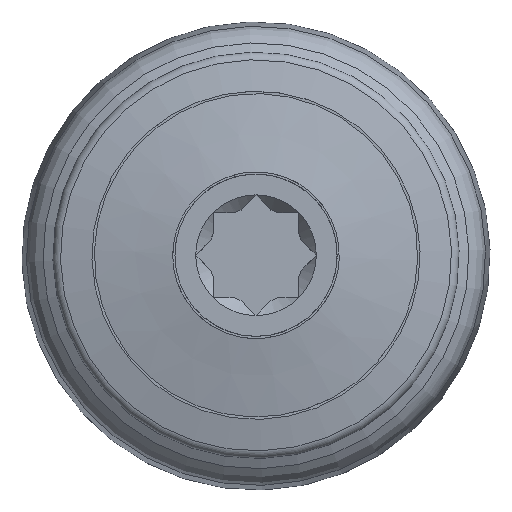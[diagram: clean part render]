
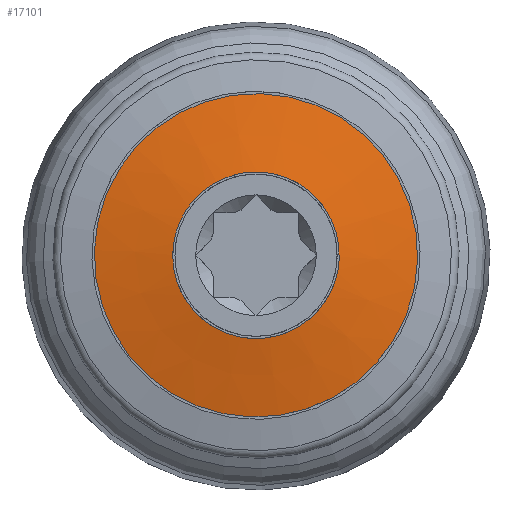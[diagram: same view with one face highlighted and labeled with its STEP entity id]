
A CAD part, top view. The second image highlights one B-rep face of the part: STEP entity #17101.
In plain terms, the highlighted conical face has half-angle 79 degrees and reference radius 24.75 mm.
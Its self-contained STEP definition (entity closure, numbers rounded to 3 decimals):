
#41=CONICAL_SURFACE('',#18848,24.75,1.379);
#1704=CIRCLE('',#18843,16.8);
#1705=CIRCLE('',#18844,16.8);
#1707=CIRCLE('',#18847,33.5);
#2651=FACE_OUTER_BOUND('',#3656,.T.);
#3656=EDGE_LOOP('',(#15692,#15693,#15694,#15695,#15696));
#5341=LINE('',#29084,#7026);
#7026=VECTOR('',#23849,24.75);
#8568=VERTEX_POINT('',#29072);
#8569=VERTEX_POINT('',#29074);
#8571=VERTEX_POINT('',#29080);
#10987=EDGE_CURVE('',#8568,#8569,#1704,.T.);
#10988=EDGE_CURVE('',#8569,#8568,#1705,.T.);
#10991=EDGE_CURVE('',#8571,#8571,#1707,.T.);
#10992=EDGE_CURVE('',#8571,#8569,#5341,.T.);
#15692=ORIENTED_EDGE('',*,*,#10991,.F.);
#15693=ORIENTED_EDGE('',*,*,#10992,.T.);
#15694=ORIENTED_EDGE('',*,*,#10987,.F.);
#15695=ORIENTED_EDGE('',*,*,#10988,.F.);
#15696=ORIENTED_EDGE('',*,*,#10992,.F.);
#17101=ADVANCED_FACE('',(#2651),#41,.T.);
#18843=AXIS2_PLACEMENT_3D('',#29075,#23836,#23837);
#18844=AXIS2_PLACEMENT_3D('',#29076,#23838,#23839);
#18847=AXIS2_PLACEMENT_3D('',#29082,#23845,#23846);
#18848=AXIS2_PLACEMENT_3D('',#29083,#23847,#23848);
#23836=DIRECTION('center_axis',(0.,0.,1.));
#23837=DIRECTION('ref_axis',(1.,0.,0.));
#23838=DIRECTION('center_axis',(0.,0.,1.));
#23839=DIRECTION('ref_axis',(1.,0.,0.));
#23845=DIRECTION('center_axis',(0.,0.,
-1.));
#23846=DIRECTION('ref_axis',(0.473,-0.881,0.));
#23847=DIRECTION('center_axis',(0.,0.,
-1.));
#23848=DIRECTION('ref_axis',(0.473,-0.881,0.));
#23849=DIRECTION('',(0.464,-0.865,0.191));
#29072=CARTESIAN_POINT('',(-16.8,0.,179.064));
#29074=CARTESIAN_POINT('',(-7.943,14.804,179.064));
#29075=CARTESIAN_POINT('Origin',(0.,0.,
179.064));
#29076=CARTESIAN_POINT('Origin',(0.,0.,
179.064));
#29080=CARTESIAN_POINT('',(-15.838,29.52,175.817));
#29082=CARTESIAN_POINT('Origin',(0.,0.,
175.817));
#29083=CARTESIAN_POINT('Origin',(0.,0.,
177.518));
#29084=CARTESIAN_POINT('',(-11.701,21.809,177.518));
